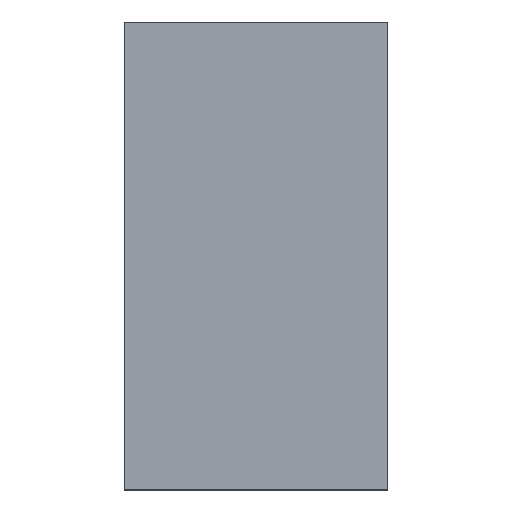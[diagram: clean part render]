
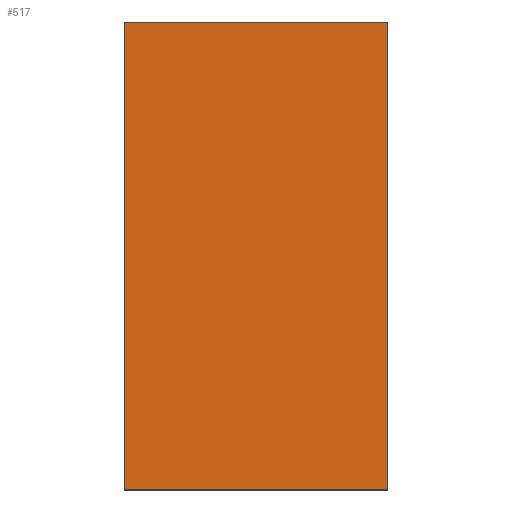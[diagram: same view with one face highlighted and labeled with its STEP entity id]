
A CAD part, left-side view. The second image highlights one B-rep face of the part: STEP entity #517.
In plain terms, the highlighted planar face has unit normal (-1, 0, 0).
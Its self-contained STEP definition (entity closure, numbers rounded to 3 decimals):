
#1 = EDGE_CURVE ( 'NONE', #656, #824, #715, .T. ) ;
#5 = CARTESIAN_POINT ( 'NONE',  ( -0.8, 0.45, 0.4 ) ) ;
#7 = ORIENTED_EDGE ( 'NONE', *, *, #1, .T. ) ;
#151 = DIRECTION ( 'NONE',  ( 0., -1., 0. ) ) ;
#180 = CARTESIAN_POINT ( 'NONE',  ( -0.8, 0., 0.4 ) ) ;
#198 = DIRECTION ( 'NONE',  ( 0., -1., 0. ) ) ;
#278 = LINE ( 'NONE', #762, #470 ) ;
#323 = CARTESIAN_POINT ( 'NONE',  ( -0.8, 0., 0.4 ) ) ;
#324 = CARTESIAN_POINT ( 'NONE',  ( -0.8, 0., -0.4 ) ) ;
#327 = VECTOR ( 'NONE', #891, 1000. ) ;
#350 = LINE ( 'NONE', #1181, #1104 ) ;
#469 = EDGE_CURVE ( 'NONE', #948, #638, #278, .T. ) ;
#470 = VECTOR ( 'NONE', #487, 1000. ) ;
#485 = CARTESIAN_POINT ( 'NONE',  ( -0.8, 0.45, 0.4 ) ) ;
#487 = DIRECTION ( 'NONE',  ( 0., 0., -1. ) ) ;
#493 = EDGE_LOOP ( 'NONE', ( #566, #7, #515, #809 ) ) ;
#515 = ORIENTED_EDGE ( 'NONE', *, *, #1116, .F. ) ;
#517 = ADVANCED_FACE ( 'NONE', ( #939 ), #850, .T. ) ;
#545 = AXIS2_PLACEMENT_3D ( 'NONE', #5, #1138, #1045 ) ;
#566 = ORIENTED_EDGE ( 'NONE', *, *, #871, .T. ) ;
#572 = LINE ( 'NONE', #1143, #707 ) ;
#638 = VERTEX_POINT ( 'NONE', #894 ) ;
#656 = VERTEX_POINT ( 'NONE', #324 ) ;
#707 = VECTOR ( 'NONE', #198, 1000. ) ;
#715 = LINE ( 'NONE', #323, #327 ) ;
#762 = CARTESIAN_POINT ( 'NONE',  ( -0.8, 0.45, 0.4 ) ) ;
#809 = ORIENTED_EDGE ( 'NONE', *, *, #469, .T. ) ;
#824 = VERTEX_POINT ( 'NONE', #180 ) ;
#850 = PLANE ( 'NONE',  #545 ) ;
#871 = EDGE_CURVE ( 'NONE', #638, #656, #572, .T. ) ;
#891 = DIRECTION ( 'NONE',  ( 0., 0., 1. ) ) ;
#894 = CARTESIAN_POINT ( 'NONE',  ( -0.8, 0.45, -0.4 ) ) ;
#939 = FACE_OUTER_BOUND ( 'NONE', #493, .T. ) ;
#948 = VERTEX_POINT ( 'NONE', #485 ) ;
#1045 = DIRECTION ( 'NONE',  ( 0., -1., 0. ) ) ;
#1104 = VECTOR ( 'NONE', #151, 1000. ) ;
#1116 = EDGE_CURVE ( 'NONE', #948, #824, #350, .T. ) ;
#1138 = DIRECTION ( 'NONE',  ( -1., 0., 0. ) ) ;
#1143 = CARTESIAN_POINT ( 'NONE',  ( -0.8, 0.45, -0.4 ) ) ;
#1181 = CARTESIAN_POINT ( 'NONE',  ( -0.8, 0.45, 0.4 ) ) ;
